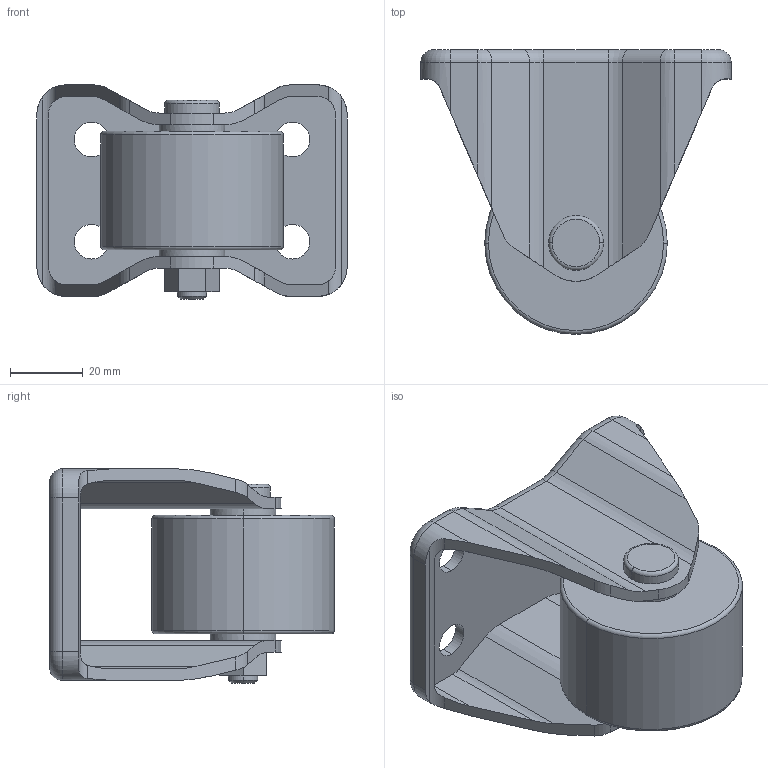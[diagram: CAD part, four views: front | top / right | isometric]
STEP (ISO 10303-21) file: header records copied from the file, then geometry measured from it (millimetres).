
FILE_DESCRIPTION (( 'STEP AP203' ), '1' );
FILE_NAME ('K-558-50.STEP', '2011-07-20T01:10:23', ( '11sw' ), ( 'タキゲン製造株式会社' ), 'SwSTEP 2.0', 'SolidWorks 2011', '' );
FILE_SCHEMA (( 'CONFIG_CONTROL_DESIGN' ));
Length unit declared in the file: millimetre
Products named in the file (1): K-558-50
Bounding box: 85 x 78 x 58.75 mm (x, y, z)
Volume: 101693.5 mm3; surface area: 32431.5 mm2
Topology: 1 solids, 1 shells, 135 faces, 350 edges, 220 vertices
Faces by surface type: cylinder 62, plane 53, torus 18, cone 2
Entity records: 4303 total; most frequent: CARTESIAN_POINT 914, DIRECTION 708, ORIENTED_EDGE 700, EDGE_CURVE 350, AXIS2_PLACEMENT_3D 262, VERTEX_POINT 220, VECTOR 184, LINE 184
